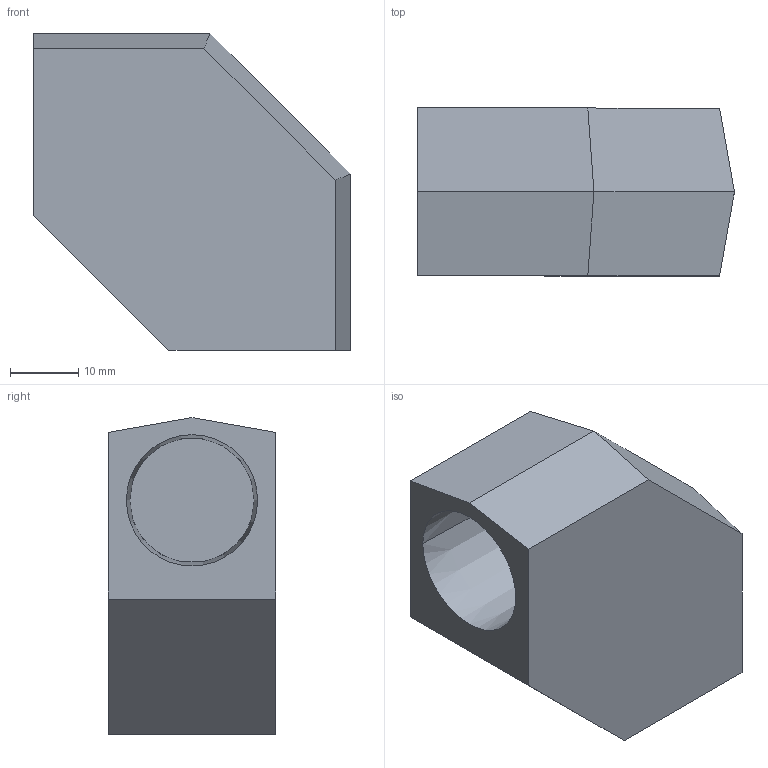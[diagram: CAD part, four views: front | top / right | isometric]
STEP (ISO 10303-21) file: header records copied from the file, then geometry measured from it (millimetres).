
FILE_DESCRIPTION(('STEP AP214'),'1');
FILE_NAME('cctmp_C8DF5A5D-7EFF-4C33-9978-FFAEE0EC3312_2020_1_16_6_45_41_442..stp','2020-01-16T05:45:41',('Bosch Rexroth AG'),('CADClick - www.CADClick.com'),'Spatial InterOp 3D',' ','unknown authorization - (Healing Option Enabled)');
FILE_SCHEMA(('AUTOMOTIVE_DESIGN'));
Length unit declared in the file: millimetre
Products named in the file (1): 2020_01_16__06-45-41-441
Bounding box: 46.33 x 24.5 x 46.33 mm (x, y, z)
Volume: 26850.8 mm3; surface area: 9937.3 mm2
Topology: 1 solids, 1 shells, 17 faces, 41 edges, 26 vertices
Faces by surface type: plane 13, cone 4
Entity records: 664 total; most frequent: CARTESIAN_POINT 94, DIRECTION 86, ORIENTED_EDGE 82, EDGE_CURVE 41, LINE 30, VECTOR 30, AXIS2_PLACEMENT_3D 28, VERTEX_POINT 26
